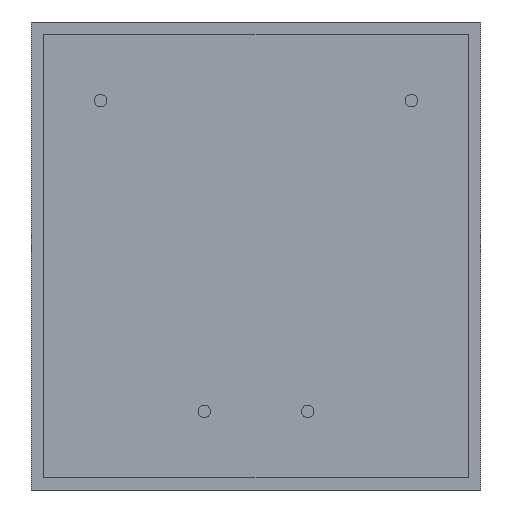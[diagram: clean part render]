
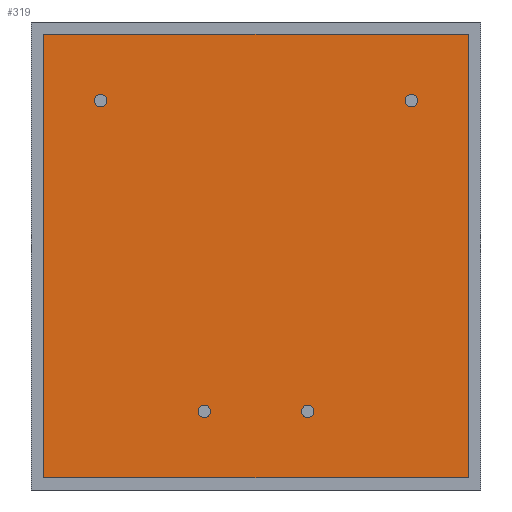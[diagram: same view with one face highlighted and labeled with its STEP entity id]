
A CAD part, front view. The second image highlights one B-rep face of the part: STEP entity #319.
In plain terms, the highlighted planar face has unit normal (0, -1, 0).
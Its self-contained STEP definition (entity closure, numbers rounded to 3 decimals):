
#2 = VECTOR ( 'NONE', #691, 1000. ) ;
#7 = DIRECTION ( 'NONE',  ( 0., -1., 0. ) ) ;
#9 = ORIENTED_EDGE ( 'NONE', *, *, #96, .F. ) ;
#11 = VERTEX_POINT ( 'NONE', #473 ) ;
#17 = PLANE ( 'NONE',  #539 ) ;
#22 = CARTESIAN_POINT ( 'NONE',  ( 2.5, -7.45, 2.5 ) ) ;
#28 = ORIENTED_EDGE ( 'NONE', *, *, #439, .F. ) ;
#29 = VERTEX_POINT ( 'NONE', #145 ) ;
#35 = EDGE_CURVE ( 'Defeature ausgef�hrt1_10+Defeature ausgef�hrt1_18+Defeature ausgef�hrt1_18+Defeature ausgef�hrt1_18', #263, #220, #76, .T. ) ;
#48 = VERTEX_POINT ( 'NONE', #638 ) ;
#60 = DIRECTION ( 'NONE',  ( 0., -1., 0. ) ) ;
#66 = CARTESIAN_POINT ( 'NONE',  ( 7.5, -7.45, 17.5 ) ) ;
#68 = VERTEX_POINT ( 'NONE', #690 ) ;
#76 = CIRCLE ( 'NONE', #314, 0.3 ) ;
#77 = ORIENTED_EDGE ( 'NONE', *, *, #689, .F. ) ;
#79 = DIRECTION ( 'NONE',  ( 0., 1., 0. ) ) ;
#96 = EDGE_CURVE ( 'NONE', #48, #11, #238, .T. ) ;
#97 = FACE_BOUND ( 'NONE', #512, .T. ) ;
#99 = EDGE_CURVE ( 'NONE', #11, #584, #474, .T. ) ;
#112 = CARTESIAN_POINT ( 'NONE',  ( -2.5, -7.45, 2.5 ) ) ;
#114 = DIRECTION ( 'NONE',  ( 0., -1., 0. ) ) ;
#124 = AXIS2_PLACEMENT_3D ( 'NONE', #22, #290, #292 ) ;
#140 = CIRCLE ( 'NONE', #327, 0.3 ) ;
#145 = CARTESIAN_POINT ( 'NONE',  ( 2.5, -7.45, 2.8 ) ) ;
#161 = CARTESIAN_POINT ( 'NONE',  ( -2.5, -7.45, 2.8 ) ) ;
#167 = LINE ( 'NONE', #352, #642 ) ;
#179 = DIRECTION ( 'NONE',  ( 1., 0., 0. ) ) ;
#181 = ORIENTED_EDGE ( 'NONE', *, *, #698, .F. ) ;
#193 = AXIS2_PLACEMENT_3D ( 'NONE', #445, #224, #215 ) ;
#203 = DIRECTION ( 'NONE',  ( 0., 1., 0. ) ) ;
#204 = AXIS2_PLACEMENT_3D ( 'NONE', #66, #114, #179 ) ;
#209 = ORIENTED_EDGE ( 'NONE', *, *, #363, .F. ) ;
#215 = DIRECTION ( 'NONE',  ( 1., 0., 0. ) ) ;
#216 = CARTESIAN_POINT ( 'NONE',  ( -7.5, -7.45, 17.2 ) ) ;
#220 = VERTEX_POINT ( 'NONE', #216 ) ;
#224 = DIRECTION ( 'NONE',  ( 0., -1., 0. ) ) ;
#226 = CARTESIAN_POINT ( 'NONE',  ( -2.5, -7.45, 2.5 ) ) ;
#227 = FACE_OUTER_BOUND ( 'NONE', #513, .T. ) ;
#238 = LINE ( 'NONE', #308, #2 ) ;
#241 = EDGE_CURVE ( 'Defeature ausgef�hrt1_14+Defeature ausgef�hrt1_10+Defeature ausgef�hrt1_10+Defeature ausgef�hrt1_10', #68, #250, #266, .T. ) ;
#246 = CIRCLE ( 'NONE', #424, 0.3 ) ;
#250 = VERTEX_POINT ( 'NONE', #161 ) ;
#257 = CARTESIAN_POINT ( 'NONE',  ( -7.5, -7.45, 17.5 ) ) ;
#262 = VERTEX_POINT ( 'NONE', #446 ) ;
#263 = VERTEX_POINT ( 'NONE', #287 ) ;
#266 = CIRCLE ( 'NONE', #468, 0.3 ) ;
#269 = ORIENTED_EDGE ( 'NONE', *, *, #35, .T. ) ;
#272 = EDGE_CURVE ( 'Defeature ausgef�hrt1_14+Defeature ausgef�hrt1_10+Defeature ausgef�hrt1_10+Defeature ausgef�hrt1_10', #250, #68, #140, .T. ) ;
#276 = DIRECTION ( 'NONE',  ( 1., 0., 0. ) ) ;
#277 = DIRECTION ( 'NONE',  ( 1., 0., 0. ) ) ;
#281 = ORIENTED_EDGE ( 'NONE', *, *, #99, .F. ) ;
#287 = CARTESIAN_POINT ( 'NONE',  ( -7.5, -7.45, 17.8 ) ) ;
#290 = DIRECTION ( 'NONE',  ( 0., -1., 0. ) ) ;
#292 = DIRECTION ( 'NONE',  ( 1., 0., 0. ) ) ;
#305 = AXIS2_PLACEMENT_3D ( 'NONE', #411, #79, #515 ) ;
#307 = EDGE_CURVE ( 'NONE', #584, #262, #414, .T. ) ;
#308 = CARTESIAN_POINT ( 'NONE',  ( -5.425, -7.45, -0.7 ) ) ;
#314 = AXIS2_PLACEMENT_3D ( 'NONE', #257, #203, #371 ) ;
#318 = EDGE_LOOP ( 'NONE', ( #28, #77 ) ) ;
#319 = ADVANCED_FACE ( 'Defeature ausgef�hrt1_10', ( #573, #97, #435, #524, #227 ), #17, .T. ) ;
#326 = CARTESIAN_POINT ( 'NONE',  ( -10.25, -7.45, 10. ) ) ;
#327 = AXIS2_PLACEMENT_3D ( 'NONE', #226, #502, #276 ) ;
#328 = VECTOR ( 'NONE', #700, 1000. ) ;
#350 = ORIENTED_EDGE ( 'NONE', *, *, #472, .T. ) ;
#352 = CARTESIAN_POINT ( 'NONE',  ( 10.25, -7.45, 10. ) ) ;
#363 = EDGE_CURVE ( 'Defeature ausgef�hrt1_16+Defeature ausgef�hrt1_10+Defeature ausgef�hrt1_10+Defeature ausgef�hrt1_10', #575, #613, #685, .T. ) ;
#371 = DIRECTION ( 'NONE',  ( 1., 0., 0. ) ) ;
#382 = CARTESIAN_POINT ( 'NONE',  ( 7.5, -7.45, 17.5 ) ) ;
#386 = EDGE_LOOP ( 'NONE', ( #350, #269 ) ) ;
#394 = CIRCLE ( 'NONE', #193, 0.3 ) ;
#397 = VECTOR ( 'NONE', #556, 1000. ) ;
#398 = DIRECTION ( 'NONE',  ( -1., 0., 0. ) ) ;
#407 = EDGE_LOOP ( 'NONE', ( #521, #520 ) ) ;
#408 = CARTESIAN_POINT ( 'NONE',  ( 7.5, -7.45, 17.2 ) ) ;
#411 = CARTESIAN_POINT ( 'NONE',  ( -7.5, -7.45, 17.5 ) ) ;
#414 = LINE ( 'NONE', #605, #397 ) ;
#424 = AXIS2_PLACEMENT_3D ( 'NONE', #382, #602, #657 ) ;
#435 = FACE_BOUND ( 'NONE', #407, .T. ) ;
#439 = EDGE_CURVE ( 'Defeature ausgef�hrt1_12+Defeature ausgef�hrt1_10+Defeature ausgef�hrt1_10+Defeature ausgef�hrt1_10', #626, #29, #673, .T. ) ;
#445 = CARTESIAN_POINT ( 'NONE',  ( 2.5, -7.45, 2.5 ) ) ;
#446 = CARTESIAN_POINT ( 'NONE',  ( 10.25, -7.45, 20.7 ) ) ;
#457 = CARTESIAN_POINT ( 'NONE',  ( 7.5, -7.45, 17.8 ) ) ;
#468 = AXIS2_PLACEMENT_3D ( 'NONE', #112, #60, #277 ) ;
#472 = EDGE_CURVE ( 'Defeature ausgef�hrt1_10+Defeature ausgef�hrt1_18+Defeature ausgef�hrt1_18+Defeature ausgef�hrt1_18', #220, #263, #610, .T. ) ;
#473 = CARTESIAN_POINT ( 'NONE',  ( -10.25, -7.45, -0.7 ) ) ;
#474 = LINE ( 'NONE', #326, #328 ) ;
#479 = EDGE_CURVE ( 'Defeature ausgef�hrt1_2+Defeature ausgef�hrt1_10+Defeature ausgef�hrt1_10+Defeature ausgef�hrt1_10', #262, #48, #167, .T. ) ;
#487 = ORIENTED_EDGE ( 'NONE', *, *, #479, .F. ) ;
#502 = DIRECTION ( 'NONE',  ( 0., -1., 0. ) ) ;
#507 = CARTESIAN_POINT ( 'NONE',  ( -10.25, -7.45, 20.7 ) ) ;
#512 = EDGE_LOOP ( 'NONE', ( #209, #181 ) ) ;
#513 = EDGE_LOOP ( 'NONE', ( #663, #281, #9, #487 ) ) ;
#515 = DIRECTION ( 'NONE',  ( 1., 0., 0. ) ) ;
#520 = ORIENTED_EDGE ( 'NONE', *, *, #241, .F. ) ;
#521 = ORIENTED_EDGE ( 'NONE', *, *, #272, .F. ) ;
#524 = FACE_BOUND ( 'NONE', #318, .T. ) ;
#539 = AXIS2_PLACEMENT_3D ( 'NONE', #558, #7, #398 ) ;
#556 = DIRECTION ( 'NONE',  ( 1., 0., 0. ) ) ;
#558 = CARTESIAN_POINT ( 'NONE',  ( 0., -7.45, 10. ) ) ;
#567 = DIRECTION ( 'NONE',  ( 0., 0., -1. ) ) ;
#573 = FACE_BOUND ( 'NONE', #386, .T. ) ;
#575 = VERTEX_POINT ( 'NONE', #457 ) ;
#584 = VERTEX_POINT ( 'NONE', #507 ) ;
#602 = DIRECTION ( 'NONE',  ( 0., -1., 0. ) ) ;
#605 = CARTESIAN_POINT ( 'NONE',  ( -5.425, -7.45, 20.7 ) ) ;
#610 = CIRCLE ( 'NONE', #305, 0.3 ) ;
#613 = VERTEX_POINT ( 'NONE', #408 ) ;
#620 = CARTESIAN_POINT ( 'NONE',  ( 2.5, -7.45, 2.2 ) ) ;
#626 = VERTEX_POINT ( 'NONE', #620 ) ;
#638 = CARTESIAN_POINT ( 'NONE',  ( 10.25, -7.45, -0.7 ) ) ;
#642 = VECTOR ( 'NONE', #567, 1000. ) ;
#657 = DIRECTION ( 'NONE',  ( 1., 0., 0. ) ) ;
#663 = ORIENTED_EDGE ( 'NONE', *, *, #307, .F. ) ;
#673 = CIRCLE ( 'NONE', #124, 0.3 ) ;
#685 = CIRCLE ( 'NONE', #204, 0.3 ) ;
#689 = EDGE_CURVE ( 'Defeature ausgef�hrt1_12+Defeature ausgef�hrt1_10+Defeature ausgef�hrt1_10+Defeature ausgef�hrt1_10', #29, #626, #394, .T. ) ;
#690 = CARTESIAN_POINT ( 'NONE',  ( -2.5, -7.45, 2.2 ) ) ;
#691 = DIRECTION ( 'NONE',  ( -1., 0., 0. ) ) ;
#698 = EDGE_CURVE ( 'Defeature ausgef�hrt1_16+Defeature ausgef�hrt1_10+Defeature ausgef�hrt1_10+Defeature ausgef�hrt1_10', #613, #575, #246, .T. ) ;
#700 = DIRECTION ( 'NONE',  ( 0., 0., 1. ) ) ;
